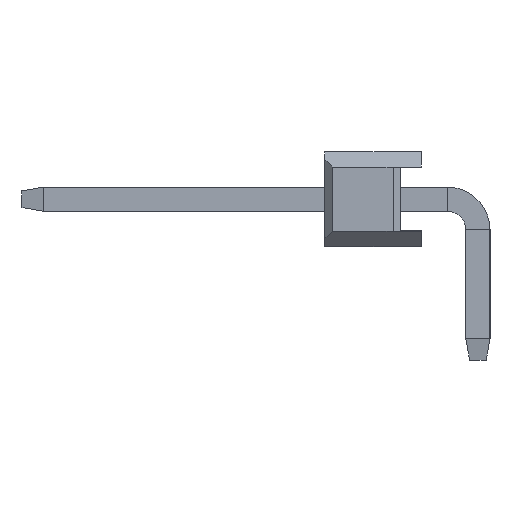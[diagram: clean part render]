
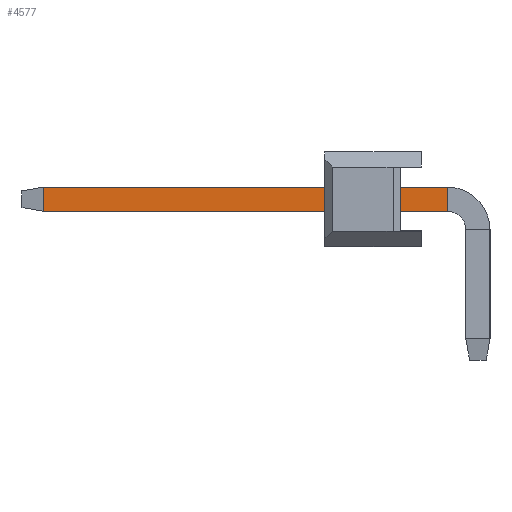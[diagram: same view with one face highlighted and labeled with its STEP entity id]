
A CAD part, left-side view. The second image highlights one B-rep face of the part: STEP entity #4577.
In plain terms, the highlighted planar face has unit normal (-1, 0, 0).
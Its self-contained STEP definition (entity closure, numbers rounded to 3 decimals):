
#626 = EDGE_CURVE ( 'NONE', #21602, #25376, #25445, .T. ) ;
#1353 = EDGE_CURVE ( 'NONE', #25376, #25120, #8079, .T. ) ;
#1505 = ORIENTED_EDGE ( 'NONE', *, *, #29155, .F. ) ;
#2142 = DIRECTION ( 'NONE',  ( 0., -1., 0. ) ) ;
#2244 = PLANE ( 'NONE',  #29334 ) ;
#2623 = ORIENTED_EDGE ( 'NONE', *, *, #1353, .T. ) ;
#3005 = ORIENTED_EDGE ( 'NONE', *, *, #626, .T. ) ;
#3453 = VECTOR ( 'NONE', #2142, 1000. ) ;
#3469 = VERTEX_POINT ( 'NONE', #17448 ) ;
#3678 = CARTESIAN_POINT ( 'NONE',  ( -56.2, 10.54, -0.32 ) ) ;
#4577 = ADVANCED_FACE ( 'NONE', ( #24018 ), #2244, .F. ) ;
#5561 = ORIENTED_EDGE ( 'NONE', *, *, #20732, .T. ) ;
#6027 = EDGE_LOOP ( 'NONE', ( #1505, #5561, #3005, #2623 ) ) ;
#7221 = VECTOR ( 'NONE', #13376, 1000. ) ;
#7654 = DIRECTION ( 'NONE',  ( 0., 0., -1. ) ) ;
#7840 = VECTOR ( 'NONE', #7654, 1000. ) ;
#8079 = LINE ( 'NONE', #17746, #8121 ) ;
#8121 = VECTOR ( 'NONE', #27429, 1000. ) ;
#11973 = CARTESIAN_POINT ( 'NONE',  ( -56.2, 10.54, 0.32 ) ) ;
#12532 = CARTESIAN_POINT ( 'NONE',  ( -56.2, 9.973, -0.32 ) ) ;
#13376 = DIRECTION ( 'NONE',  ( 0., -1., 0. ) ) ;
#14230 = LINE ( 'NONE', #23922, #3453 ) ;
#17448 = CARTESIAN_POINT ( 'NONE',  ( -56.2, 9.973, 0.32 ) ) ;
#17746 = CARTESIAN_POINT ( 'NONE',  ( -56.2, -0.7, 0.32 ) ) ;
#19716 = LINE ( 'NONE', #29378, #7840 ) ;
#20732 = EDGE_CURVE ( 'NONE', #3469, #21602, #19716, .T. ) ;
#21602 = VERTEX_POINT ( 'NONE', #12532 ) ;
#21650 = DIRECTION ( 'NONE',  ( 1., 0., 0. ) ) ;
#22299 = CARTESIAN_POINT ( 'NONE',  ( -56.2, -0.7, 0.32 ) ) ;
#23922 = CARTESIAN_POINT ( 'NONE',  ( -56.2, 10.54, 0.32 ) ) ;
#24018 = FACE_OUTER_BOUND ( 'NONE', #6027, .T. ) ;
#25120 = VERTEX_POINT ( 'NONE', #22299 ) ;
#25376 = VERTEX_POINT ( 'NONE', #31305 ) ;
#25445 = LINE ( 'NONE', #3678, #7221 ) ;
#27429 = DIRECTION ( 'NONE',  ( 0., 0., 1. ) ) ;
#29155 = EDGE_CURVE ( 'NONE', #3469, #25120, #14230, .T. ) ;
#29334 = AXIS2_PLACEMENT_3D ( 'NONE', #11973, #21650, #31294 ) ;
#29378 = CARTESIAN_POINT ( 'NONE',  ( -56.2, 9.973, -0.32 ) ) ;
#31294 = DIRECTION ( 'NONE',  ( 0., 0., -1. ) ) ;
#31305 = CARTESIAN_POINT ( 'NONE',  ( -56.2, -0.7, -0.32 ) ) ;
